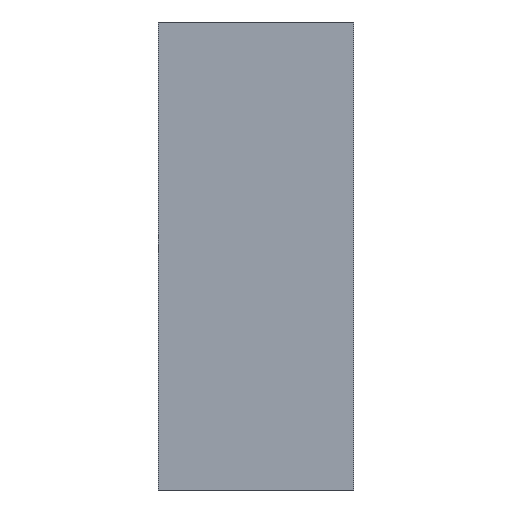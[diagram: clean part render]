
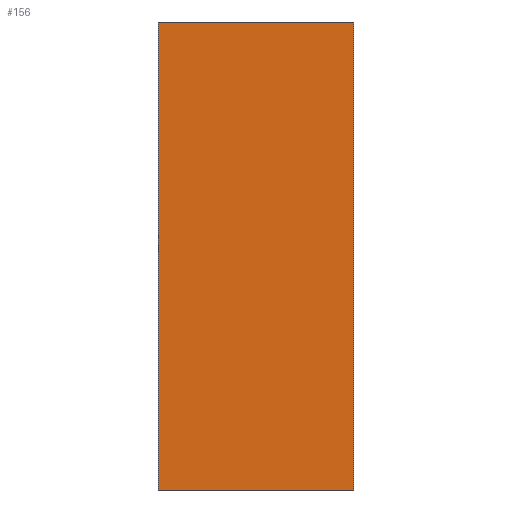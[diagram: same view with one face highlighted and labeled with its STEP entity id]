
A CAD part, left-side view. The second image highlights one B-rep face of the part: STEP entity #156.
In plain terms, the highlighted planar face has unit normal (-1, 0, 0).
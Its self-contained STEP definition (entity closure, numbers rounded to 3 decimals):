
#19 = EDGE_CURVE ( 'NONE', #240, #367, #273, .T. ) ;
#36 = PLANE ( 'NONE',  #91 ) ;
#41 = CARTESIAN_POINT ( 'NONE',  ( -1.525, 0.71, -0.85 ) ) ;
#49 = EDGE_CURVE ( 'NONE', #293, #62, #243, .T. ) ;
#61 = VECTOR ( 'NONE', #391, 1000. ) ;
#62 = VERTEX_POINT ( 'NONE', #187 ) ;
#70 = CARTESIAN_POINT ( 'NONE',  ( -1.525, 0.71, 0.85 ) ) ;
#84 = DIRECTION ( 'NONE',  ( 0., -1., 0. ) ) ;
#91 = AXIS2_PLACEMENT_3D ( 'NONE', #70, #354, #140 ) ;
#122 = CARTESIAN_POINT ( 'NONE',  ( -1.525, 0., 0.85 ) ) ;
#140 = DIRECTION ( 'NONE',  ( 0., 0., -1. ) ) ;
#143 = LINE ( 'NONE', #264, #61 ) ;
#156 = ADVANCED_FACE ( 'NONE', ( #315 ), #36, .F. ) ;
#178 = LINE ( 'NONE', #364, #310 ) ;
#187 = CARTESIAN_POINT ( 'NONE',  ( -1.525, 0.71, 0.85 ) ) ;
#240 = VERTEX_POINT ( 'NONE', #292 ) ;
#243 = LINE ( 'NONE', #368, #384 ) ;
#260 = EDGE_LOOP ( 'NONE', ( #387, #299, #302, #401 ) ) ;
#264 = CARTESIAN_POINT ( 'NONE',  ( -1.525, 0.71, -0.85 ) ) ;
#266 = CARTESIAN_POINT ( 'NONE',  ( -1.525, 0., 0.85 ) ) ;
#273 = LINE ( 'NONE', #122, #378 ) ;
#292 = CARTESIAN_POINT ( 'NONE',  ( -1.525, 0., -0.85 ) ) ;
#293 = VERTEX_POINT ( 'NONE', #41 ) ;
#299 = ORIENTED_EDGE ( 'NONE', *, *, #327, .F. ) ;
#301 = EDGE_CURVE ( 'NONE', #293, #240, #143, .T. ) ;
#302 = ORIENTED_EDGE ( 'NONE', *, *, #49, .F. ) ;
#310 = VECTOR ( 'NONE', #84, 1000. ) ;
#315 = FACE_OUTER_BOUND ( 'NONE', #260, .T. ) ;
#327 = EDGE_CURVE ( 'NONE', #62, #367, #178, .T. ) ;
#337 = DIRECTION ( 'NONE',  ( 0., 0., 1. ) ) ;
#339 = DIRECTION ( 'NONE',  ( 0., 0., 1. ) ) ;
#354 = DIRECTION ( 'NONE',  ( 1., 0., 0. ) ) ;
#364 = CARTESIAN_POINT ( 'NONE',  ( -1.525, 0.71, 0.85 ) ) ;
#367 = VERTEX_POINT ( 'NONE', #266 ) ;
#368 = CARTESIAN_POINT ( 'NONE',  ( -1.525, 0.71, 0.85 ) ) ;
#378 = VECTOR ( 'NONE', #337, 1000. ) ;
#384 = VECTOR ( 'NONE', #339, 1000. ) ;
#387 = ORIENTED_EDGE ( 'NONE', *, *, #19, .T. ) ;
#391 = DIRECTION ( 'NONE',  ( 0., -1., 0. ) ) ;
#401 = ORIENTED_EDGE ( 'NONE', *, *, #301, .T. ) ;
